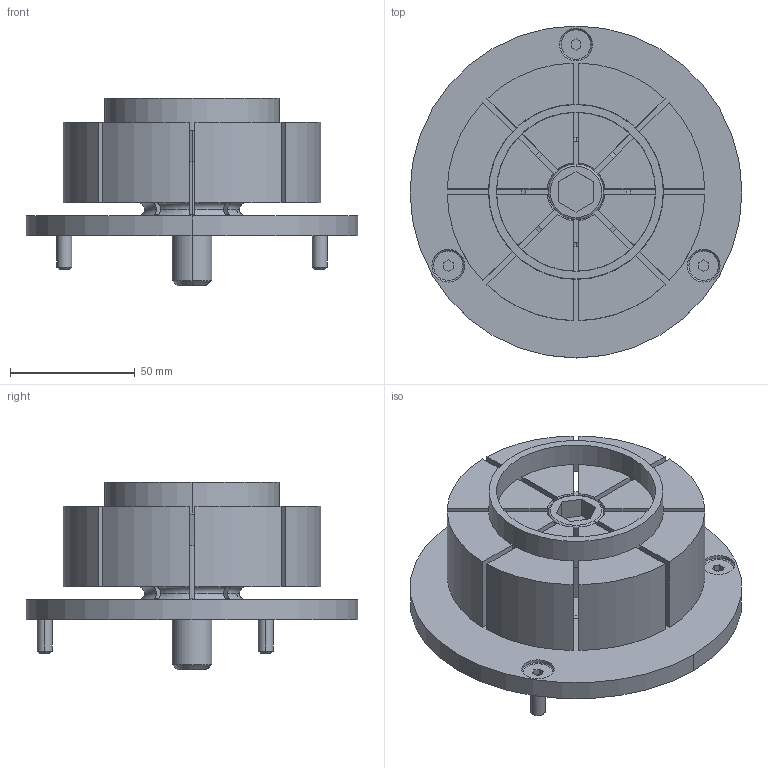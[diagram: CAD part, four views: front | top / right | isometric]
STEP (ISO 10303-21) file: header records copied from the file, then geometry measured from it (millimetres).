
FILE_DESCRIPTION (( 'STEP AP203' ), '1' );
FILE_NAME ('mbid16d.STEP', '2021-10-26T02:39:08', ( '' ), ( '' ), 'SwSTEP 2.0', 'SolidWorks 2020', '' );
FILE_SCHEMA (( 'CONFIG_CONTROL_DESIGN' ));
Length unit declared in the file: millimetre
Products named in the file (7): mbid16d_05; mbid16d_04; mbid16d_06; mbid16d_03; mbid16d_01; mbid16d_02; mbid16d
Assembly tree (6 placements, depth 2):
  mbid16d
    mbid16d_01
    mbid16d_02
    mbid16d_03
    mbid16d_04
    mbid16d_05
    mbid16d_06
Bounding box: 132.89 x 132.89 x 75.03 mm (x, y, z)
Volume: 368052.3 mm3; surface area: 92879.3 mm2
Topology: 6 solids, 6 shells, 197 faces, 506 edges, 326 vertices
Faces by surface type: plane 97, cylinder 58, cone 30, torus 12
Entity records: 7091 total; most frequent: CARTESIAN_POINT 1470, DIRECTION 1056, ORIENTED_EDGE 1012, EDGE_CURVE 506, AXIS2_PLACEMENT_3D 392, VERTEX_POINT 326, VECTOR 272, LINE 272
